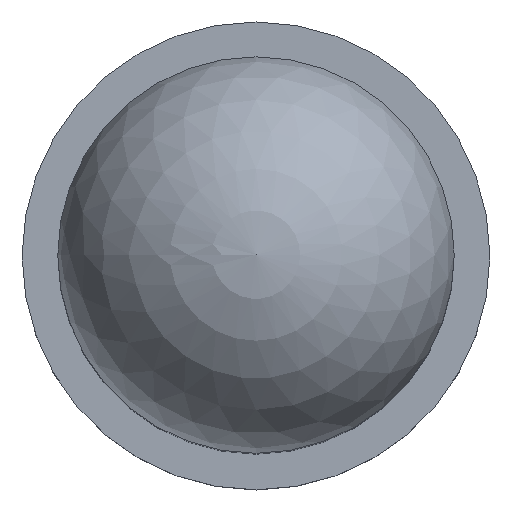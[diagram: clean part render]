
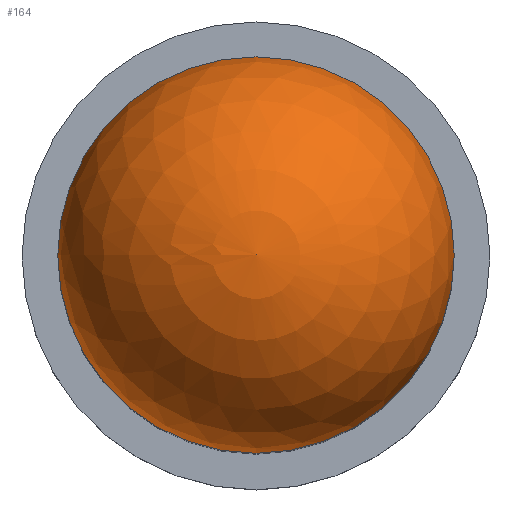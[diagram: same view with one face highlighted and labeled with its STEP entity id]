
A CAD part, top view. The second image highlights one B-rep face of the part: STEP entity #164.
In plain terms, the highlighted spherical face has radius 2.5 mm.
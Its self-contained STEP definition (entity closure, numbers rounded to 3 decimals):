
#14=SPHERICAL_SURFACE('',#200,2.5);
#33=FACE_OUTER_BOUND('',#47,.T.);
#47=EDGE_LOOP('',(#137,#138,#139));
#72=CIRCLE('',#201,2.5);
#73=CIRCLE('',#202,2.5);
#85=VERTEX_POINT('',#298);
#86=VERTEX_POINT('',#300);
#103=EDGE_CURVE('',#85,#85,#72,.T.);
#104=EDGE_CURVE('',#86,#85,#73,.T.);
#137=ORIENTED_EDGE('',*,*,#103,.T.);
#138=ORIENTED_EDGE('',*,*,#104,.F.);
#139=ORIENTED_EDGE('',*,*,#104,.T.);
#164=ADVANCED_FACE('',(#33),#14,.T.);
#200=AXIS2_PLACEMENT_3D('',#297,#251,#252);
#201=AXIS2_PLACEMENT_3D('',#299,#253,#254);
#202=AXIS2_PLACEMENT_3D('',#301,#255,#256);
#251=DIRECTION('center_axis',(0.,0.,1.));
#252=DIRECTION('ref_axis',(1.,0.,0.));
#253=DIRECTION('center_axis',(0.,0.,1.));
#254=DIRECTION('ref_axis',(1.,0.,0.));
#255=DIRECTION('center_axis',(0.,-1.,0.));
#256=DIRECTION('ref_axis',(-1.,0.,0.));
#297=CARTESIAN_POINT('Origin',(0.,0.,6.19));
#298=CARTESIAN_POINT('',(-2.5,0.,6.19));
#299=CARTESIAN_POINT('Origin',(0.,0.,6.19));
#300=CARTESIAN_POINT('',(0.,0.,8.69));
#301=CARTESIAN_POINT('Origin',(0.,0.,6.19));
